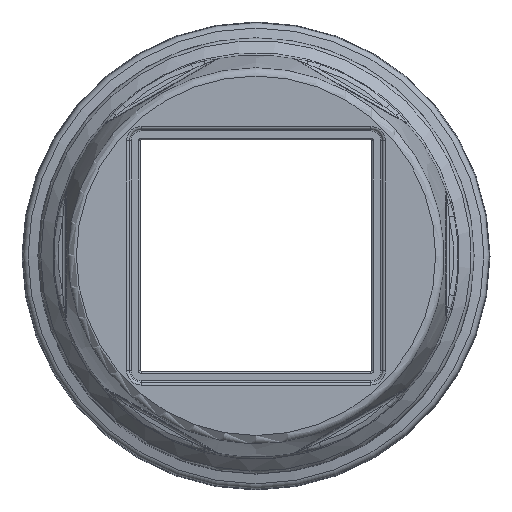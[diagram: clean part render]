
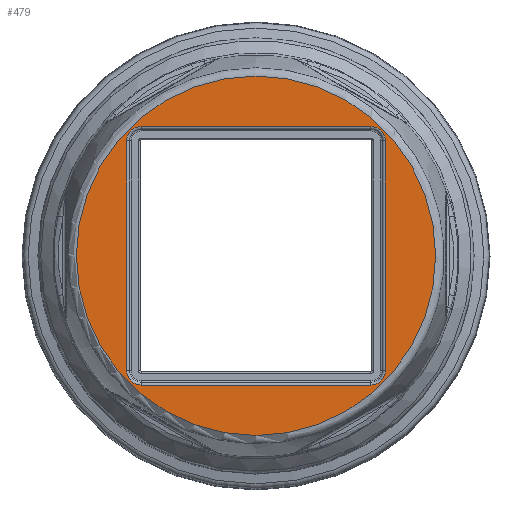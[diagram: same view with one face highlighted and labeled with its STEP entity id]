
A CAD part, top view. The second image highlights one B-rep face of the part: STEP entity #479.
In plain terms, the highlighted planar face has unit normal (0, 0, 1).
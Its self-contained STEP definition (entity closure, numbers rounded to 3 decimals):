
#190=LINE('',#8582,#294);
#191=LINE('',#8587,#295);
#192=LINE('',#8591,#296);
#193=LINE('',#8595,#297);
#294=VECTOR('',#3093,1.);
#295=VECTOR('',#3096,1.);
#296=VECTOR('',#3099,1.);
#297=VECTOR('',#3102,1.);
#384=PLANE('',#2736);
#437=FACE_BOUND('',#819,.T.);
#438=FACE_BOUND('',#820,.T.);
#479=ADVANCED_FACE('',(#437,#438),#384,.F.);
#819=EDGE_LOOP('',(#1255,#1256,#1257,#1258,#1259,#1260,#1261,#1262));
#820=EDGE_LOOP('',(#1263));
#1006=CIRCLE('',#2731,2.452);
#1007=CIRCLE('',#2732,2.452);
#1008=CIRCLE('',#2733,2.452);
#1009=CIRCLE('',#2734,2.452);
#1010=CIRCLE('',#2735,30.797);
#1255=ORIENTED_EDGE('',*,*,#2260,.T.);
#1256=ORIENTED_EDGE('',*,*,#2261,.T.);
#1257=ORIENTED_EDGE('',*,*,#2262,.T.);
#1258=ORIENTED_EDGE('',*,*,#2263,.T.);
#1259=ORIENTED_EDGE('',*,*,#2264,.T.);
#1260=ORIENTED_EDGE('',*,*,#2265,.T.);
#1261=ORIENTED_EDGE('',*,*,#2266,.T.);
#1262=ORIENTED_EDGE('',*,*,#2267,.T.);
#1263=ORIENTED_EDGE('',*,*,#2268,.T.);
#2002=VERTEX_POINT('',#8583);
#2003=VERTEX_POINT('',#8584);
#2004=VERTEX_POINT('',#8586);
#2005=VERTEX_POINT('',#8588);
#2006=VERTEX_POINT('',#8590);
#2007=VERTEX_POINT('',#8592);
#2008=VERTEX_POINT('',#8594);
#2009=VERTEX_POINT('',#8596);
#2010=VERTEX_POINT('',#8599);
#2260=EDGE_CURVE('',#2002,#2003,#190,.T.);
#2261=EDGE_CURVE('',#2003,#2004,#1006,.T.);
#2262=EDGE_CURVE('',#2004,#2005,#191,.T.);
#2263=EDGE_CURVE('',#2005,#2006,#1007,.T.);
#2264=EDGE_CURVE('',#2006,#2007,#192,.T.);
#2265=EDGE_CURVE('',#2007,#2008,#1008,.T.);
#2266=EDGE_CURVE('',#2008,#2009,#193,.T.);
#2267=EDGE_CURVE('',#2009,#2002,#1009,.T.);
#2268=EDGE_CURVE('',#2010,#2010,#1010,.T.);
#2731=AXIS2_PLACEMENT_3D('',#8585,#3094,#3095);
#2732=AXIS2_PLACEMENT_3D('',#8589,#3097,#3098);
#2733=AXIS2_PLACEMENT_3D('',#8593,#3100,#3101);
#2734=AXIS2_PLACEMENT_3D('',#8597,#3103,#3104);
#2735=AXIS2_PLACEMENT_3D('',#8598,#3105,#3106);
#2736=AXIS2_PLACEMENT_3D('',#8600,#3107,#3108);
#3093=DIRECTION('',(0.,1.,0.));
#3094=DIRECTION('',(0.,0.,-1.));
#3095=DIRECTION('',(0.,1.,0.));
#3096=DIRECTION('',(1.,0.,0.));
#3097=DIRECTION('',(0.,0.,-1.));
#3098=DIRECTION('',(0.,1.,0.));
#3099=DIRECTION('',(0.,-1.,0.));
#3100=DIRECTION('',(0.,0.,-1.));
#3101=DIRECTION('',(0.,1.,0.));
#3102=DIRECTION('',(-1.,0.,0.));
#3103=DIRECTION('',(0.,0.,-1.));
#3104=DIRECTION('',(0.,1.,0.));
#3105=DIRECTION('',(0.,0.,1.));
#3106=DIRECTION('',(0.,1.,0.));
#3107=DIRECTION('',(0.,0.,-1.));
#3108=DIRECTION('',(0.,1.,0.));
#8582=CARTESIAN_POINT('',(-22.152,19.7,18.3));
#8583=CARTESIAN_POINT('',(-22.152,-19.7,18.3));
#8584=CARTESIAN_POINT('',(-22.152,19.7,18.3));
#8585=CARTESIAN_POINT('',(-19.7,19.7,18.3));
#8586=CARTESIAN_POINT('',(-19.7,22.152,18.3));
#8587=CARTESIAN_POINT('',(19.7,22.152,18.3));
#8588=CARTESIAN_POINT('',(19.7,22.152,18.3));
#8589=CARTESIAN_POINT('',(19.7,19.7,18.3));
#8590=CARTESIAN_POINT('',(22.152,19.7,18.3));
#8591=CARTESIAN_POINT('',(22.152,-19.7,18.3));
#8592=CARTESIAN_POINT('',(22.152,-19.7,18.3));
#8593=CARTESIAN_POINT('',(19.7,-19.7,18.3));
#8594=CARTESIAN_POINT('',(19.7,-22.152,18.3));
#8595=CARTESIAN_POINT('',(-19.7,-22.152,18.3));
#8596=CARTESIAN_POINT('',(-19.7,-22.152,18.3));
#8597=CARTESIAN_POINT('',(-19.7,-19.7,18.3));
#8598=CARTESIAN_POINT('',(0.,0.,18.3));
#8599=CARTESIAN_POINT('',(0.,30.797,18.3));
#8600=CARTESIAN_POINT('',(29.922,0.,18.3));
